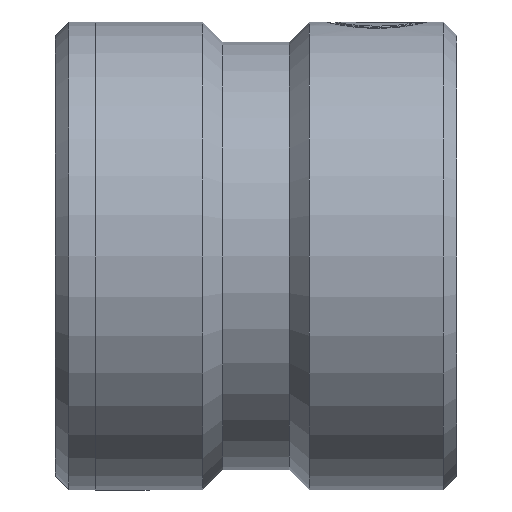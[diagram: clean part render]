
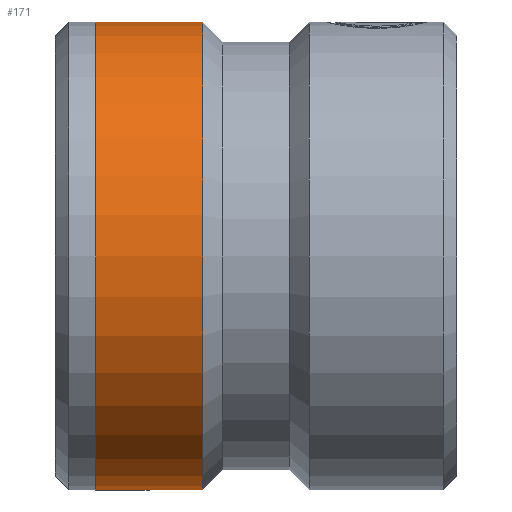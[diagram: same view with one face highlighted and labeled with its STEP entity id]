
A CAD part, left-side view. The second image highlights one B-rep face of the part: STEP entity #171.
In plain terms, the highlighted cylindrical face has radius 17.5 mm (diameter 35 mm), a partial arc.
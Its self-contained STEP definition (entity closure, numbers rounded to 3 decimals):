
#5 = EDGE_LOOP ( 'NONE', ( #969, #746, #937, #321 ) ) ;
#32 = EDGE_CURVE ( 'NONE', #1314, #841, #478, .T. ) ;
#50 = DIRECTION ( 'NONE',  ( 0., -1., 0. ) ) ;
#59 = LINE ( 'NONE', #347, #1333 ) ;
#66 = DIRECTION ( 'NONE',  ( 0., -1., 0. ) ) ;
#171 = ADVANCED_FACE ( 'NONE', ( #976 ), #939, .T. ) ;
#282 = VERTEX_POINT ( 'NONE', #1560 ) ;
#321 = ORIENTED_EDGE ( 'NONE', *, *, #708, .F. ) ;
#347 = CARTESIAN_POINT ( 'NONE',  ( 0., 0., -17.5 ) ) ;
#478 = CIRCLE ( 'NONE', #822, 17.5 ) ;
#559 = VERTEX_POINT ( 'NONE', #1145 ) ;
#627 = EDGE_CURVE ( 'NONE', #1314, #282, #1107, .T. ) ;
#704 = VECTOR ( 'NONE', #1502, 1000. ) ;
#708 = EDGE_CURVE ( 'NONE', #282, #559, #1558, .T. ) ;
#746 = ORIENTED_EDGE ( 'NONE', *, *, #32, .T. ) ;
#799 = CARTESIAN_POINT ( 'NONE',  ( 0., 27., 0. ) ) ;
#807 = DIRECTION ( 'NONE',  ( 0., -1., 0. ) ) ;
#815 = CARTESIAN_POINT ( 'NONE',  ( 0., 19., 0. ) ) ;
#822 = AXIS2_PLACEMENT_3D ( 'NONE', #799, #50, #915 ) ;
#841 = VERTEX_POINT ( 'NONE', #1147 ) ;
#901 = CARTESIAN_POINT ( 'NONE',  ( 0., 27., 17.5 ) ) ;
#915 = DIRECTION ( 'NONE',  ( 0., 0., -1. ) ) ;
#930 = DIRECTION ( 'NONE',  ( 0., 0., -1. ) ) ;
#937 = ORIENTED_EDGE ( 'NONE', *, *, #1277, .T. ) ;
#939 = CYLINDRICAL_SURFACE ( 'NONE', #1230, 17.5 ) ;
#969 = ORIENTED_EDGE ( 'NONE', *, *, #627, .F. ) ;
#976 = FACE_OUTER_BOUND ( 'NONE', #5, .T. ) ;
#1050 = DIRECTION ( 'NONE',  ( 0., 0., -1. ) ) ;
#1107 = LINE ( 'NONE', #1264, #704 ) ;
#1145 = CARTESIAN_POINT ( 'NONE',  ( 0., 19., -17.5 ) ) ;
#1147 = CARTESIAN_POINT ( 'NONE',  ( 0., 27., -17.5 ) ) ;
#1212 = DIRECTION ( 'NONE',  ( 0., -1., 0. ) ) ;
#1230 = AXIS2_PLACEMENT_3D ( 'NONE', #1532, #807, #1050 ) ;
#1264 = CARTESIAN_POINT ( 'NONE',  ( 0., 0., 17.5 ) ) ;
#1277 = EDGE_CURVE ( 'NONE', #841, #559, #59, .T. ) ;
#1314 = VERTEX_POINT ( 'NONE', #901 ) ;
#1333 = VECTOR ( 'NONE', #1212, 1000. ) ;
#1336 = AXIS2_PLACEMENT_3D ( 'NONE', #815, #66, #930 ) ;
#1502 = DIRECTION ( 'NONE',  ( 0., -1., 0. ) ) ;
#1532 = CARTESIAN_POINT ( 'NONE',  ( 0., 0., 0. ) ) ;
#1558 = CIRCLE ( 'NONE', #1336, 17.5 ) ;
#1560 = CARTESIAN_POINT ( 'NONE',  ( 0., 19., 17.5 ) ) ;
